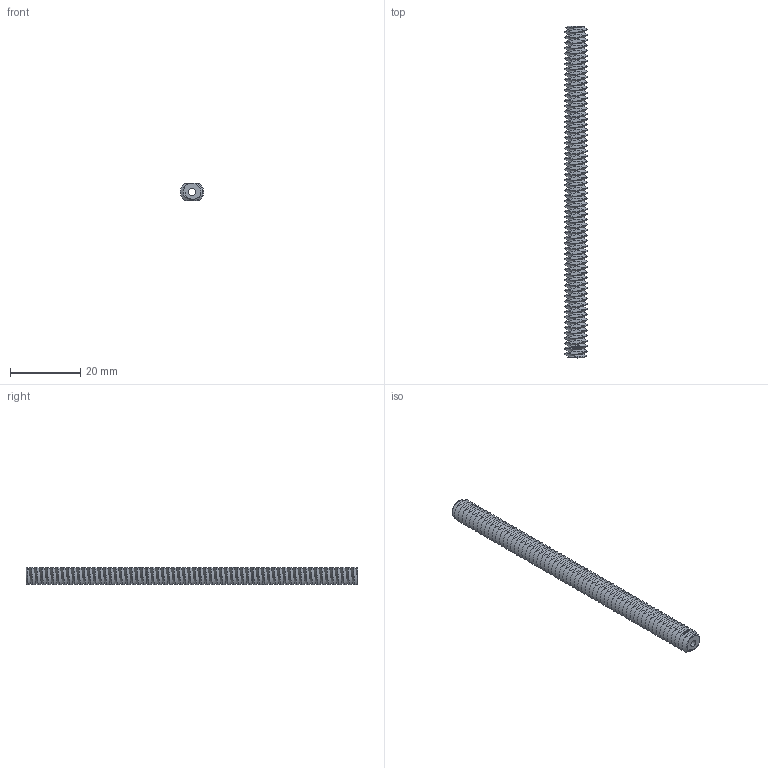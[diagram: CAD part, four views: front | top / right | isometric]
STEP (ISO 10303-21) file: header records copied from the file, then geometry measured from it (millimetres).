
FILE_DESCRIPTION(('FreeCAD Model'),'2;1');
FILE_NAME('Open CASCADE Shape Model','2023-11-29T16:49:51',(''),(''), 'Open CASCADE STEP processor 7.6','FreeCAD','Unknown');
FILE_SCHEMA(('AUTOMOTIVE_DESIGN { 1 0 10303 214 1 1 1 1 }'));
Products named in the file (1): Threaded Rod FL-RH BU06.75 - SPN-THR-0027 (stemfie.org)
Bounding box: 6.6 x 94.38 x 5 mm (x, y, z)
Volume: 1719.6 mm3; surface area: 3410.1 mm2
Topology: 1 solids, 1 shells, 713 faces, 1969 edges, 1289 vertices
Faces by surface type: plane 440, bspline 140, extrusion 126, cone 6, cylinder 1
Full cylindrical faces by diameter (mm): 2 x1
Entity records: 93006 total; most frequent: CARTESIAN_POINT 57826, DIRECTION 4814, ORIENTED_EDGE 3938, PCURVE 3938, DEFINITIONAL_REPRESENTATION 3938, VECTOR 3880, LINE 3754, B_SPLINE_CURVE_WITH_KNOTS 2251
